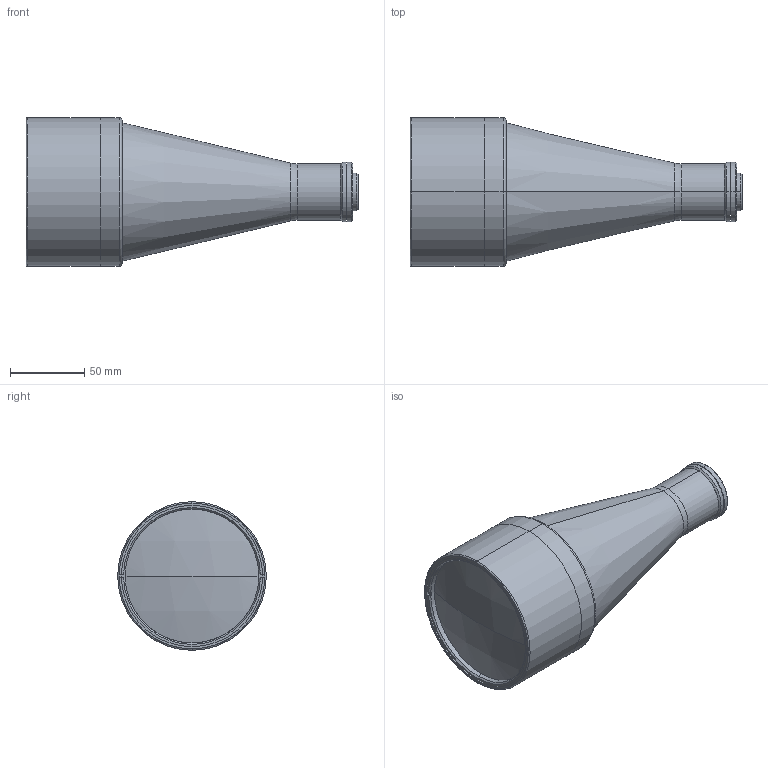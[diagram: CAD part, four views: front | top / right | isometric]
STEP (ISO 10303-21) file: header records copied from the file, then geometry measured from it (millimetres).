
FILE_DESCRIPTION (( 'STEP AP214' ), '1' );
FILE_NAME ('TCUV1264.STEP', '2009-12-14T15:22:47', ( 'Opto Engineering srl' ), ( 'Opto Engineering srl' ), 'SwSTEP 2.0', 'SolidWorks 2004231', '' );
FILE_SCHEMA (( 'AUTOMOTIVE_DESIGN' ));
Length unit declared in the file: millimetre
Products named in the file (1): TCUV1264
Bounding box: 223.24 x 100 x 100 mm (x, y, z)
Surface area: 73009.9 mm2 (no closed solid volume)
Topology: 0 solids, 9 shells, 76 faces, 204 edges, 141 vertices
Faces by surface type: plane 27, cylinder 26, cone 13, torus 6, sphere 4
Entity records: 3297 total; most frequent: DIRECTION 479, CARTESIAN_POINT 446, ORIENTED_EDGE 346, AXIS2_PLACEMENT_3D 206, EDGE_CURVE 204, VERTEX_POINT 141, CIRCLE 129, EDGE_LOOP 96
